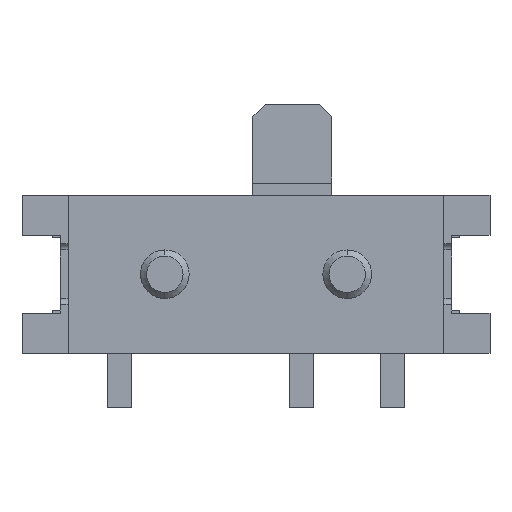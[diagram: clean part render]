
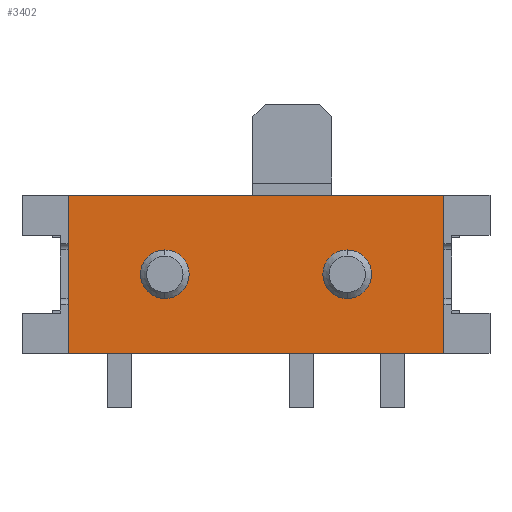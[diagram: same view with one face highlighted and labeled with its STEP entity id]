
A CAD part, front view. The second image highlights one B-rep face of the part: STEP entity #3402.
In plain terms, the highlighted planar face has unit normal (0, -1, 0).
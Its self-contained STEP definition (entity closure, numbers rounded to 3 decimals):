
#2575=VERTEX_POINT('NONE',#2576);
#2576=CARTESIAN_POINT('',(1.5,-0.7,-0.4));
#2582=EDGE_CURVE('NONE',#2575,#2583,#2585,.T.);
#2583=VERTEX_POINT('NONE',#2584);
#2584=CARTESIAN_POINT('',(1.5,-0.7,0.4));
#2585=CIRCLE('',#2586,0.4);
#2586=AXIS2_PLACEMENT_3D('',#2587,#2588,#2589);
#2587=CARTESIAN_POINT('',(1.5,-0.7,0.0));
#2588=DIRECTION('',(0.0,-1.0,0.0));
#2589=DIRECTION('',(0.0,0.0,1.0));
#2607=VERTEX_POINT('NONE',#2608);
#2608=CARTESIAN_POINT('',(-1.5,-0.7,-0.4));
#2614=EDGE_CURVE('NONE',#2607,#2615,#2617,.T.);
#2615=VERTEX_POINT('NONE',#2616);
#2616=CARTESIAN_POINT('',(-1.5,-0.7,0.4));
#2617=CIRCLE('',#2618,0.4);
#2618=AXIS2_PLACEMENT_3D('',#2619,#2620,#2621);
#2619=CARTESIAN_POINT('',(-1.5,-0.7,0.0));
#2620=DIRECTION('',(0.0,-1.0,0.0));
#2621=DIRECTION('',(0.0,0.0,1.0));
#3307=VERTEX_POINT('NONE',#3308);
#3308=CARTESIAN_POINT('',(-3.09,-0.7,1.3));
#3314=EDGE_CURVE('NONE',#3307,#3315,#3317,.F.);
#3315=VERTEX_POINT('NONE',#3316);
#3316=CARTESIAN_POINT('',(3.09,-0.7,1.3));
#3317=LINE('',#3318,#3319);
#3318=CARTESIAN_POINT('',(3.35,-0.7,1.3));
#3319=VECTOR('',#3320,1.0);
#3320=DIRECTION('',(-1.0,0.0,0.0));
#3376=VERTEX_POINT('NONE',#3377);
#3377=CARTESIAN_POINT('',(3.09,-0.7,-1.3));
#3383=EDGE_CURVE('NONE',#3376,#3384,#3386,.T.);
#3384=VERTEX_POINT('NONE',#3385);
#3385=CARTESIAN_POINT('',(-3.09,-0.7,-1.3));
#3386=LINE('',#3387,#3388);
#3387=CARTESIAN_POINT('',(3.35,-0.7,-1.3));
#3388=VECTOR('',#3389,1.0);
#3389=DIRECTION('',(-1.0,0.0,0.0));
#3402=ADVANCED_FACE('NONE',(#3403,#3413,#3423),#3439,.F.);
#3403=FACE_BOUND('NONE',#3404,.T.);
#3404=EDGE_LOOP('',(#3405,#3412));
#3405=ORIENTED_EDGE('',*,*,#3406,.T.);
#3406=EDGE_CURVE('NONE',#2575,#2583,#3407,.F.);
#3407=CIRCLE('',#3408,0.4);
#3408=AXIS2_PLACEMENT_3D('',#3409,#3410,#3411);
#3409=CARTESIAN_POINT('',(1.5,-0.7,0.0));
#3410=DIRECTION('',(0.0,-1.0,0.0));
#3411=DIRECTION('',(0.0,0.0,1.0));
#3412=ORIENTED_EDGE('',*,*,#2582,.F.);
#3413=FACE_BOUND('NONE',#3414,.T.);
#3414=EDGE_LOOP('',(#3415,#3422));
#3415=ORIENTED_EDGE('',*,*,#3416,.T.);
#3416=EDGE_CURVE('NONE',#2607,#2615,#3417,.F.);
#3417=CIRCLE('',#3418,0.4);
#3418=AXIS2_PLACEMENT_3D('',#3419,#3420,#3421);
#3419=CARTESIAN_POINT('',(-1.5,-0.7,0.0));
#3420=DIRECTION('',(0.0,-1.0,0.0));
#3421=DIRECTION('',(0.0,0.0,1.0));
#3422=ORIENTED_EDGE('',*,*,#2614,.F.);
#3423=FACE_BOUND('NONE',#3424,.T.);
#3424=EDGE_LOOP('',(#3425,#3426,#3432,#3433));
#3425=ORIENTED_EDGE('',*,*,#3314,.F.);
#3426=ORIENTED_EDGE('',*,*,#3427,.T.);
#3427=EDGE_CURVE('NONE',#3307,#3384,#3428,.F.);
#3428=LINE('',#3429,#3430);
#3429=CARTESIAN_POINT('',(-3.09,-0.7,-1.3));
#3430=VECTOR('',#3431,1.0);
#3431=DIRECTION('',(0.0,0.0,1.0));
#3432=ORIENTED_EDGE('',*,*,#3383,.F.);
#3433=ORIENTED_EDGE('',*,*,#3434,.T.);
#3434=EDGE_CURVE('NONE',#3376,#3315,#3435,.T.);
#3435=LINE('',#3436,#3437);
#3436=CARTESIAN_POINT('',(3.09,-0.7,-1.3));
#3437=VECTOR('',#3438,1.0);
#3438=DIRECTION('',(0.0,0.0,1.0));
#3439=PLANE('',#3440);
#3440=AXIS2_PLACEMENT_3D('',#3441,#3442,#3443);
#3441=CARTESIAN_POINT('',(3.35,-0.7,1.3));
#3442=DIRECTION('',(0.0,1.0,0.0));
#3443=DIRECTION('',(0.0,0.0,1.0));
